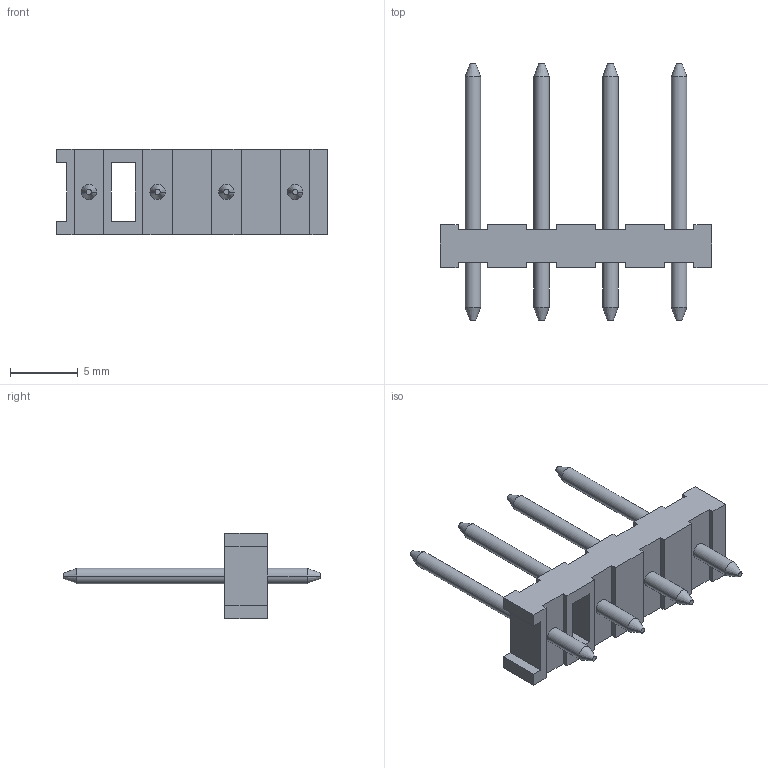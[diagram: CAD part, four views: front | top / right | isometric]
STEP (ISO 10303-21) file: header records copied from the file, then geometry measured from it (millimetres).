
FILE_DESCRIPTION((''),'2;1');
FILE_NAME('010081041','2014-09-09T',('me'),(''),'PRO/ENGINEER BY PARAMETRIC TECHNOLOGY CORPORATION, 2011490','PRO/ENGINEER BY PARAMETRIC TECHNOLOGY CORPORATION, 2011490','');
FILE_SCHEMA(('CONFIG_CONTROL_DESIGN'));
Length unit declared in the file: millimetre
Products named in the file (1): 010081041
Bounding box: 20.07 x 19.05 x 6.35 mm (x, y, z)
Volume: 390.6 mm3; surface area: 692.5 mm2
Topology: 1 solids, 1 shells, 86 faces, 231 edges, 166 vertices
Faces by surface type: plane 54, cylinder 16, cone 16
Entity records: 2682 total; most frequent: DIRECTION 461, CARTESIAN_POINT 454, ORIENTED_EDGE 424, EDGE_CURVE 212, VECTOR 175, LINE 175, AXIS2_PLACEMENT_3D 143, VERTEX_POINT 136
